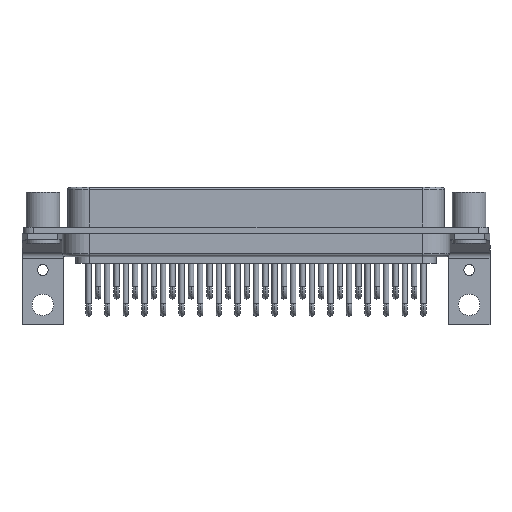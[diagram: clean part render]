
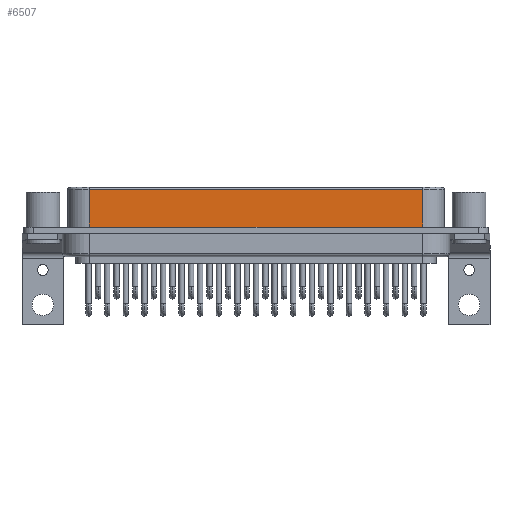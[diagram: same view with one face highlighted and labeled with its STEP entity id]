
A CAD part, top view. The second image highlights one B-rep face of the part: STEP entity #6507.
In plain terms, the highlighted planar face has unit normal (0, 0, 1).
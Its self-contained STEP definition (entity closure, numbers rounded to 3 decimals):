
#6205=CARTESIAN_POINT('',(24.85,17.17,11.8));
#6206=VERTEX_POINT('',#6205);
#6327=CARTESIAN_POINT('',(24.85,11.57,11.8));
#6328=VERTEX_POINT('',#6327);
#6329=CARTESIAN_POINT('',(24.85,11.57,11.8));
#6330=DIRECTION('',(0.0,1.0,0.0));
#6331=VECTOR('',#6330,5.6);
#6332=LINE('',#6329,#6331);
#6333=EDGE_CURVE('',#6328,#6206,#6332,.T.);
#6477=CARTESIAN_POINT('',(-5.35,11.57,11.8));
#6478=DIRECTION('',(0.0,0.0,1.0));
#6479=DIRECTION('',(1.0,0.0,0.0));
#6480=AXIS2_PLACEMENT_3D('',#6477,#6478,#6479);
#6481=PLANE('',#6480);
#6482=CARTESIAN_POINT('',(-24.85,17.17,11.8));
#6483=VERTEX_POINT('',#6482);
#6484=CARTESIAN_POINT('',(-24.85,17.17,11.8));
#6485=DIRECTION('',(1.0,0.0,0.0));
#6486=VECTOR('',#6485,49.7);
#6487=LINE('',#6484,#6486);
#6488=EDGE_CURVE('',#6483,#6206,#6487,.T.);
#6489=ORIENTED_EDGE('',*,*,#6488,.F.);
#6490=CARTESIAN_POINT('',(-24.85,11.57,11.8));
#6491=VERTEX_POINT('',#6490);
#6492=CARTESIAN_POINT('',(-24.85,11.57,11.8));
#6493=DIRECTION('',(0.0,1.0,0.0));
#6494=VECTOR('',#6493,5.6);
#6495=LINE('',#6492,#6494);
#6496=EDGE_CURVE('',#6491,#6483,#6495,.T.);
#6497=ORIENTED_EDGE('',*,*,#6496,.F.);
#6498=CARTESIAN_POINT('',(24.85,11.57,11.8));
#6499=DIRECTION('',(-1.0,0.0,0.0));
#6500=VECTOR('',#6499,49.7);
#6501=LINE('',#6498,#6500);
#6502=EDGE_CURVE('',#6328,#6491,#6501,.T.);
#6503=ORIENTED_EDGE('',*,*,#6502,.F.);
#6504=ORIENTED_EDGE('',*,*,#6333,.T.);
#6505=EDGE_LOOP('',(#6489,#6497,#6503,#6504));
#6506=FACE_OUTER_BOUND('',#6505,.T.);
#6507=ADVANCED_FACE('',(#6506),#6481,.T.);
